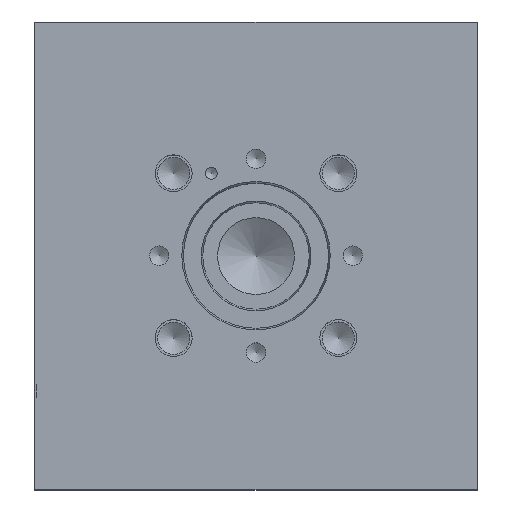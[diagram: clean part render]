
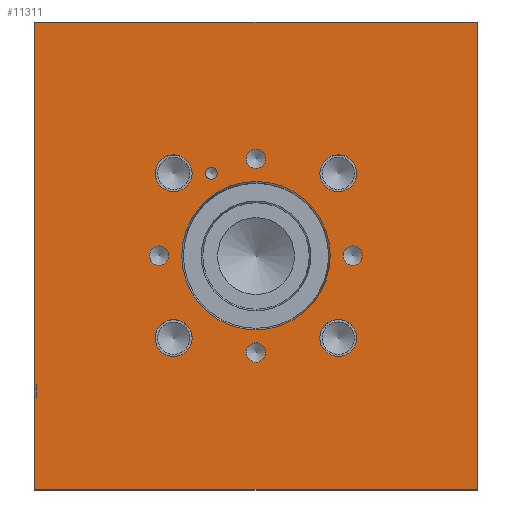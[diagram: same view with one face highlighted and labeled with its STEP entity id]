
A CAD part, top view. The second image highlights one B-rep face of the part: STEP entity #11311.
In plain terms, the highlighted planar face has unit normal (0, 0, 1).
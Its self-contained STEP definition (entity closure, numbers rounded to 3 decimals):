
#336=CIRCLE('',#11971,2.997);
#337=CIRCLE('',#11972,2.997);
#340=CIRCLE('',#11977,5.004);
#341=CIRCLE('',#11978,5.004);
#344=CIRCLE('',#11983,5.004);
#345=CIRCLE('',#11984,5.004);
#348=CIRCLE('',#11989,5.004);
#349=CIRCLE('',#11990,5.004);
#352=CIRCLE('',#11995,5.004);
#353=CIRCLE('',#11996,5.004);
#359=CIRCLE('',#12005,9.525);
#360=CIRCLE('',#12006,9.525);
#366=CIRCLE('',#12016,9.525);
#367=CIRCLE('',#12017,9.525);
#373=CIRCLE('',#12027,9.525);
#374=CIRCLE('',#12028,9.525);
#380=CIRCLE('',#12038,9.525);
#381=CIRCLE('',#12039,9.525);
#382=CIRCLE('',#12042,38.316);
#383=CIRCLE('',#12043,38.316);
#782=FACE_BOUND('',#2030,.T.);
#783=FACE_BOUND('',#2031,.T.);
#784=FACE_BOUND('',#2032,.T.);
#785=FACE_BOUND('',#2033,.T.);
#786=FACE_BOUND('',#2034,.T.);
#787=FACE_BOUND('',#2035,.T.);
#788=FACE_BOUND('',#2036,.T.);
#789=FACE_BOUND('',#2037,.T.);
#790=FACE_BOUND('',#2038,.T.);
#791=FACE_BOUND('',#2039,.T.);
#1365=FACE_OUTER_BOUND('',#2029,.T.);
#2029=EDGE_LOOP('',(#9936,#9937,#9938,#9939));
#2030=EDGE_LOOP('',(#9940,#9941));
#2031=EDGE_LOOP('',(#9942,#9943));
#2032=EDGE_LOOP('',(#9944,#9945));
#2033=EDGE_LOOP('',(#9946,#9947));
#2034=EDGE_LOOP('',(#9948,#9949));
#2035=EDGE_LOOP('',(#9950,#9951));
#2036=EDGE_LOOP('',(#9952,#9953));
#2037=EDGE_LOOP('',(#9954,#9955));
#2038=EDGE_LOOP('',(#9956,#9957));
#2039=EDGE_LOOP('',(#9958,#9959));
#2395=LINE('',#16408,#3483);
#3011=LINE('',#18290,#4099);
#3126=LINE('',#19207,#4214);
#3128=LINE('',#19210,#4216);
#3483=VECTOR('',#12643,10.);
#4099=VECTOR('',#13745,10.);
#4214=VECTOR('',#14638,10.);
#4216=VECTOR('',#14642,10.);
#4535=VERTEX_POINT('',#16405);
#4536=VERTEX_POINT('',#16407);
#5015=VERTEX_POINT('',#18288);
#5223=VERTEX_POINT('',#19012);
#5224=VERTEX_POINT('',#19013);
#5228=VERTEX_POINT('',#19025);
#5229=VERTEX_POINT('',#19026);
#5233=VERTEX_POINT('',#19038);
#5234=VERTEX_POINT('',#19039);
#5238=VERTEX_POINT('',#19051);
#5239=VERTEX_POINT('',#19052);
#5243=VERTEX_POINT('',#19064);
#5244=VERTEX_POINT('',#19065);
#5251=VERTEX_POINT('',#19084);
#5252=VERTEX_POINT('',#19085);
#5259=VERTEX_POINT('',#19106);
#5260=VERTEX_POINT('',#19107);
#5267=VERTEX_POINT('',#19128);
#5268=VERTEX_POINT('',#19129);
#5275=VERTEX_POINT('',#19150);
#5276=VERTEX_POINT('',#19151);
#5277=VERTEX_POINT('',#19158);
#5278=VERTEX_POINT('',#19159);
#5294=VERTEX_POINT('',#19206);
#5771=EDGE_CURVE('',#4536,#4535,#2395,.T.);
#6479=EDGE_CURVE('',#4535,#5015,#3011,.T.);
#6759=EDGE_CURVE('',#5223,#5224,#336,.T.);
#6760=EDGE_CURVE('',#5224,#5223,#337,.T.);
#6765=EDGE_CURVE('',#5228,#5229,#340,.T.);
#6766=EDGE_CURVE('',#5229,#5228,#341,.T.);
#6771=EDGE_CURVE('',#5233,#5234,#344,.T.);
#6772=EDGE_CURVE('',#5234,#5233,#345,.T.);
#6777=EDGE_CURVE('',#5238,#5239,#348,.T.);
#6778=EDGE_CURVE('',#5239,#5238,#349,.T.);
#6783=EDGE_CURVE('',#5243,#5244,#352,.T.);
#6784=EDGE_CURVE('',#5244,#5243,#353,.T.);
#6792=EDGE_CURVE('',#5251,#5252,#359,.T.);
#6793=EDGE_CURVE('',#5252,#5251,#360,.T.);
#6802=EDGE_CURVE('',#5259,#5260,#366,.T.);
#6803=EDGE_CURVE('',#5260,#5259,#367,.T.);
#6812=EDGE_CURVE('',#5267,#5268,#373,.T.);
#6813=EDGE_CURVE('',#5268,#5267,#374,.T.);
#6822=EDGE_CURVE('',#5275,#5276,#380,.T.);
#6823=EDGE_CURVE('',#5276,#5275,#381,.T.);
#6826=EDGE_CURVE('',#5277,#5278,#382,.T.);
#6827=EDGE_CURVE('',#5278,#5277,#383,.T.);
#6848=EDGE_CURVE('',#5294,#4536,#3126,.T.);
#6850=EDGE_CURVE('',#5015,#5294,#3128,.T.);
#9936=ORIENTED_EDGE('',*,*,#6479,.T.);
#9937=ORIENTED_EDGE('',*,*,#6850,.T.);
#9938=ORIENTED_EDGE('',*,*,#6848,.T.);
#9939=ORIENTED_EDGE('',*,*,#5771,.T.);
#9940=ORIENTED_EDGE('',*,*,#6759,.T.);
#9941=ORIENTED_EDGE('',*,*,#6760,.T.);
#9942=ORIENTED_EDGE('',*,*,#6765,.T.);
#9943=ORIENTED_EDGE('',*,*,#6766,.T.);
#9944=ORIENTED_EDGE('',*,*,#6771,.T.);
#9945=ORIENTED_EDGE('',*,*,#6772,.T.);
#9946=ORIENTED_EDGE('',*,*,#6777,.T.);
#9947=ORIENTED_EDGE('',*,*,#6778,.T.);
#9948=ORIENTED_EDGE('',*,*,#6783,.T.);
#9949=ORIENTED_EDGE('',*,*,#6784,.T.);
#9950=ORIENTED_EDGE('',*,*,#6792,.T.);
#9951=ORIENTED_EDGE('',*,*,#6793,.T.);
#9952=ORIENTED_EDGE('',*,*,#6802,.T.);
#9953=ORIENTED_EDGE('',*,*,#6803,.T.);
#9954=ORIENTED_EDGE('',*,*,#6812,.T.);
#9955=ORIENTED_EDGE('',*,*,#6813,.T.);
#9956=ORIENTED_EDGE('',*,*,#6822,.T.);
#9957=ORIENTED_EDGE('',*,*,#6823,.T.);
#9958=ORIENTED_EDGE('',*,*,#6826,.T.);
#9959=ORIENTED_EDGE('',*,*,#6827,.T.);
#10325=PLANE('',#12069);
#11311=ADVANCED_FACE('',(#1365,#782,#783,#784,#785,#786,#787,#788,#789,
#790,#791),#10325,.T.);
#11971=AXIS2_PLACEMENT_3D('',#19014,#14419,#14420);
#11972=AXIS2_PLACEMENT_3D('',#19015,#14421,#14422);
#11977=AXIS2_PLACEMENT_3D('',#19027,#14433,#14434);
#11978=AXIS2_PLACEMENT_3D('',#19028,#14435,#14436);
#11983=AXIS2_PLACEMENT_3D('',#19040,#14447,#14448);
#11984=AXIS2_PLACEMENT_3D('',#19041,#14449,#14450);
#11989=AXIS2_PLACEMENT_3D('',#19053,#14461,#14462);
#11990=AXIS2_PLACEMENT_3D('',#19054,#14463,#14464);
#11995=AXIS2_PLACEMENT_3D('',#19066,#14475,#14476);
#11996=AXIS2_PLACEMENT_3D('',#19067,#14477,#14478);
#12005=AXIS2_PLACEMENT_3D('',#19086,#14497,#14498);
#12006=AXIS2_PLACEMENT_3D('',#19087,#14499,#14500);
#12016=AXIS2_PLACEMENT_3D('',#19108,#14522,#14523);
#12017=AXIS2_PLACEMENT_3D('',#19109,#14524,#14525);
#12027=AXIS2_PLACEMENT_3D('',#19130,#14547,#14548);
#12028=AXIS2_PLACEMENT_3D('',#19131,#14549,#14550);
#12038=AXIS2_PLACEMENT_3D('',#19152,#14572,#14573);
#12039=AXIS2_PLACEMENT_3D('',#19153,#14574,#14575);
#12042=AXIS2_PLACEMENT_3D('',#19160,#14582,#14583);
#12043=AXIS2_PLACEMENT_3D('',#19161,#14584,#14585);
#12069=AXIS2_PLACEMENT_3D('',#19212,#14645,#14646);
#12643=DIRECTION('',(0.,-1.,0.));
#13745=DIRECTION('',(1.,0.,0.));
#14419=DIRECTION('center_axis',(0.,0.,-1.));
#14420=DIRECTION('ref_axis',(1.,0.,0.));
#14421=DIRECTION('center_axis',(0.,0.,-1.));
#14422=DIRECTION('ref_axis',(1.,0.,0.));
#14433=DIRECTION('center_axis',(0.,0.,-1.));
#14434=DIRECTION('ref_axis',(1.,0.,0.));
#14435=DIRECTION('center_axis',(0.,0.,-1.));
#14436=DIRECTION('ref_axis',(1.,0.,0.));
#14447=DIRECTION('center_axis',(0.,0.,-1.));
#14448=DIRECTION('ref_axis',(1.,0.,0.));
#14449=DIRECTION('center_axis',(0.,0.,-1.));
#14450=DIRECTION('ref_axis',(1.,0.,0.));
#14461=DIRECTION('center_axis',(0.,0.,-1.));
#14462=DIRECTION('ref_axis',(1.,0.,0.));
#14463=DIRECTION('center_axis',(0.,0.,-1.));
#14464=DIRECTION('ref_axis',(1.,0.,0.));
#14475=DIRECTION('center_axis',(0.,0.,-1.));
#14476=DIRECTION('ref_axis',(1.,0.,0.));
#14477=DIRECTION('center_axis',(0.,0.,-1.));
#14478=DIRECTION('ref_axis',(1.,0.,0.));
#14497=DIRECTION('center_axis',(0.,0.,-1.));
#14498=DIRECTION('ref_axis',(1.,0.,0.));
#14499=DIRECTION('center_axis',(0.,0.,-1.));
#14500=DIRECTION('ref_axis',(1.,0.,0.));
#14522=DIRECTION('center_axis',(0.,0.,-1.));
#14523=DIRECTION('ref_axis',(1.,0.,0.));
#14524=DIRECTION('center_axis',(0.,0.,-1.));
#14525=DIRECTION('ref_axis',(1.,0.,0.));
#14547=DIRECTION('center_axis',(0.,0.,-1.));
#14548=DIRECTION('ref_axis',(1.,0.,0.));
#14549=DIRECTION('center_axis',(0.,0.,-1.));
#14550=DIRECTION('ref_axis',(1.,0.,0.));
#14572=DIRECTION('center_axis',(0.,0.,-1.));
#14573=DIRECTION('ref_axis',(1.,0.,0.));
#14574=DIRECTION('center_axis',(0.,0.,-1.));
#14575=DIRECTION('ref_axis',(1.,0.,0.));
#14582=DIRECTION('center_axis',(0.,0.,-1.));
#14583=DIRECTION('ref_axis',(1.,0.,0.));
#14584=DIRECTION('center_axis',(0.,0.,-1.));
#14585=DIRECTION('ref_axis',(1.,0.,0.));
#14638=DIRECTION('',(-1.,0.,0.));
#14642=DIRECTION('',(0.,1.,0.));
#14645=DIRECTION('center_axis',(0.,0.,1.));
#14646=DIRECTION('ref_axis',(1.,0.,0.));
#16405=CARTESIAN_POINT('',(0.,0.,190.5));
#16407=CARTESIAN_POINT('',(0.,241.3,190.5));
#16408=CARTESIAN_POINT('',(0.,241.3,190.5));
#18288=CARTESIAN_POINT('',(228.6,0.,190.5));
#18290=CARTESIAN_POINT('',(0.,0.,190.5));
#19012=CARTESIAN_POINT('',(94.285,163.17,190.5));
#19013=CARTESIAN_POINT('',(88.29,163.17,190.5));
#19014=CARTESIAN_POINT('Origin',(91.288,163.17,190.5));
#19015=CARTESIAN_POINT('Origin',(91.288,163.17,190.5));
#19025=CARTESIAN_POINT('',(69.291,120.65,190.5));
#19026=CARTESIAN_POINT('',(59.284,120.65,190.5));
#19027=CARTESIAN_POINT('Origin',(64.287,120.65,190.5));
#19028=CARTESIAN_POINT('Origin',(64.287,120.65,190.5));
#19038=CARTESIAN_POINT('',(119.304,70.637,190.5));
#19039=CARTESIAN_POINT('',(109.296,70.637,190.5));
#19040=CARTESIAN_POINT('Origin',(114.3,70.637,190.5));
#19041=CARTESIAN_POINT('Origin',(114.3,70.637,190.5));
#19051=CARTESIAN_POINT('',(169.316,120.65,190.5));
#19052=CARTESIAN_POINT('',(159.309,120.65,190.5));
#19053=CARTESIAN_POINT('Origin',(164.313,120.65,190.5));
#19054=CARTESIAN_POINT('Origin',(164.313,120.65,190.5));
#19064=CARTESIAN_POINT('',(119.304,170.663,190.5));
#19065=CARTESIAN_POINT('',(109.296,170.663,190.5));
#19066=CARTESIAN_POINT('Origin',(114.3,170.663,190.5));
#19067=CARTESIAN_POINT('Origin',(114.3,170.663,190.5));
#19084=CARTESIAN_POINT('',(81.305,163.17,190.5));
#19085=CARTESIAN_POINT('',(62.255,163.17,190.5));
#19086=CARTESIAN_POINT('Origin',(71.78,163.17,190.5));
#19087=CARTESIAN_POINT('Origin',(71.78,163.17,190.5));
#19106=CARTESIAN_POINT('',(166.319,78.156,190.5));
#19107=CARTESIAN_POINT('',(147.269,78.156,190.5));
#19108=CARTESIAN_POINT('Origin',(156.794,78.156,190.5));
#19109=CARTESIAN_POINT('Origin',(156.794,78.156,190.5));
#19128=CARTESIAN_POINT('',(81.305,78.13,190.5));
#19129=CARTESIAN_POINT('',(62.255,78.13,190.5));
#19130=CARTESIAN_POINT('Origin',(71.78,78.13,190.5));
#19131=CARTESIAN_POINT('Origin',(71.78,78.13,190.5));
#19150=CARTESIAN_POINT('',(166.345,163.17,190.5));
#19151=CARTESIAN_POINT('',(147.295,163.17,190.5));
#19152=CARTESIAN_POINT('Origin',(156.82,163.17,190.5));
#19153=CARTESIAN_POINT('Origin',(156.82,163.17,190.5));
#19158=CARTESIAN_POINT('',(152.616,120.65,190.5));
#19159=CARTESIAN_POINT('',(75.984,120.65,190.5));
#19160=CARTESIAN_POINT('Origin',(114.3,120.65,190.5));
#19161=CARTESIAN_POINT('Origin',(114.3,120.65,190.5));
#19206=CARTESIAN_POINT('',(228.6,241.3,190.5));
#19207=CARTESIAN_POINT('',(228.6,241.3,190.5));
#19210=CARTESIAN_POINT('',(228.6,0.,190.5));
#19212=CARTESIAN_POINT('Origin',(114.3,120.65,190.5));
